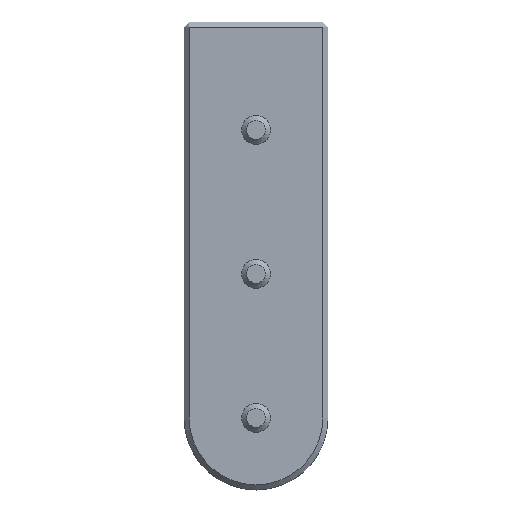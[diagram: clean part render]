
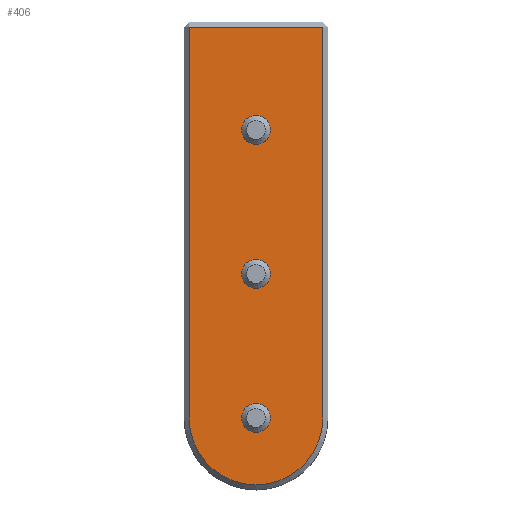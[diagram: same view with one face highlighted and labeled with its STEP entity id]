
A CAD part, top view. The second image highlights one B-rep face of the part: STEP entity #406.
In plain terms, the highlighted planar face has unit normal (0, 0, 1).
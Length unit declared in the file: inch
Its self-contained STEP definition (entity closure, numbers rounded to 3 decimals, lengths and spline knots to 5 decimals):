
#19=FACE_BOUND('',#87,.T.);
#20=FACE_BOUND('',#88,.T.);
#21=FACE_BOUND('',#89,.T.);
#24=CIRCLE('',#446,0.46457);
#26=CIRCLE('',#454,0.1);
#27=CIRCLE('',#455,0.1);
#28=CIRCLE('',#456,0.1);
#57=FACE_OUTER_BOUND('',#86,.T.);
#86=EDGE_LOOP('',(#327,#328,#329,#330));
#87=EDGE_LOOP('',(#331));
#88=EDGE_LOOP('',(#332));
#89=EDGE_LOOP('',(#333));
#123=LINE('',#651,#163);
#126=LINE('',#657,#166);
#130=LINE('',#667,#170);
#163=VECTOR('',#522,0.3937);
#166=VECTOR('',#527,0.3937);
#170=VECTOR('',#539,0.3937);
#182=VERTEX_POINT('',#603);
#188=VERTEX_POINT('',#617);
#198=VERTEX_POINT('',#655);
#200=VERTEX_POINT('',#661);
#201=VERTEX_POINT('',#676);
#202=VERTEX_POINT('',#678);
#203=VERTEX_POINT('',#680);
#234=EDGE_CURVE('',#182,#188,#123,.T.);
#237=EDGE_CURVE('',#198,#182,#126,.T.);
#240=EDGE_CURVE('',#200,#198,#24,.T.);
#243=EDGE_CURVE('',#188,#200,#130,.T.);
#247=EDGE_CURVE('',#201,#201,#26,.T.);
#248=EDGE_CURVE('',#202,#202,#27,.T.);
#249=EDGE_CURVE('',#203,#203,#28,.T.);
#327=ORIENTED_EDGE('',*,*,#234,.F.);
#328=ORIENTED_EDGE('',*,*,#237,.F.);
#329=ORIENTED_EDGE('',*,*,#240,.F.);
#330=ORIENTED_EDGE('',*,*,#243,.F.);
#331=ORIENTED_EDGE('',*,*,#247,.T.);
#332=ORIENTED_EDGE('',*,*,#248,.T.);
#333=ORIENTED_EDGE('',*,*,#249,.T.);
#384=PLANE('',#453);
#406=ADVANCED_FACE('',(#57,#19,#20,#21),#384,.T.);
#446=AXIS2_PLACEMENT_3D('',#663,#532,#533);
#453=AXIS2_PLACEMENT_3D('',#675,#551,#552);
#454=AXIS2_PLACEMENT_3D('',#677,#553,#554);
#455=AXIS2_PLACEMENT_3D('',#679,#555,#556);
#456=AXIS2_PLACEMENT_3D('',#681,#557,#558);
#522=DIRECTION('',(1.,0.,0.));
#527=DIRECTION('',(0.,1.,0.));
#532=DIRECTION('center_axis',(0.,0.,-1.));
#533=DIRECTION('ref_axis',(1.,0.,0.));
#539=DIRECTION('',(0.,-1.,0.));
#551=DIRECTION('center_axis',(0.,0.,1.));
#552=DIRECTION('ref_axis',(1.,0.,0.));
#553=DIRECTION('center_axis',(0.,0.,-1.));
#554=DIRECTION('ref_axis',(1.,0.,0.));
#555=DIRECTION('center_axis',(0.,0.,-1.));
#556=DIRECTION('ref_axis',(1.,0.,0.));
#557=DIRECTION('center_axis',(0.,0.,-1.));
#558=DIRECTION('ref_axis',(1.,0.,0.));
#603=CARTESIAN_POINT('',(0.03543,3.21457,0.25));
#617=CARTESIAN_POINT('',(0.96457,3.21457,0.25));
#651=CARTESIAN_POINT('',(0.75,3.21457,0.25));
#655=CARTESIAN_POINT('',(0.03543,0.5,0.25));
#657=CARTESIAN_POINT('',(0.03543,2.4375,0.25));
#661=CARTESIAN_POINT('',(0.96457,0.5,0.25));
#663=CARTESIAN_POINT('Origin',(0.5,0.5,0.25));
#667=CARTESIAN_POINT('',(0.96457,1.0625,0.25));
#675=CARTESIAN_POINT('Origin',(0.5,1.625,0.25));
#676=CARTESIAN_POINT('',(0.4,0.5,0.25));
#677=CARTESIAN_POINT('Origin',(0.5,0.5,0.25));
#678=CARTESIAN_POINT('',(0.4,1.5,0.25));
#679=CARTESIAN_POINT('Origin',(0.5,1.5,0.25));
#680=CARTESIAN_POINT('',(0.4,2.5,0.25));
#681=CARTESIAN_POINT('Origin',(0.5,2.5,0.25));
